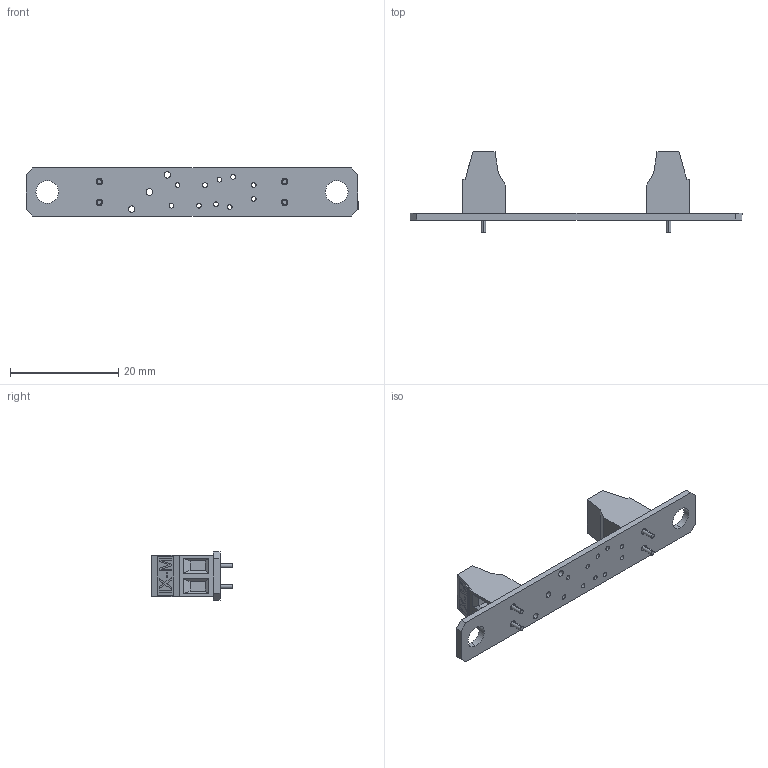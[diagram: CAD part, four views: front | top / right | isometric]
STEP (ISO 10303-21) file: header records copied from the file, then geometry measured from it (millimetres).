
FILE_DESCRIPTION (( 'STEP AP214' ), '1' );
FILE_NAME ('IX-50M.STEP', '2019-07-30T20:11:34', ( '' ), ( '' ), 'SwSTEP 2.0', 'SolidWorks 2019', '' );
FILE_SCHEMA (( 'AUTOMOTIVE_DESIGN' ));
Length unit declared in the file: inch
Products named in the file (8): 4028-0079; 2200-5023; IX-50M; 7020-2669
Assembly tree (4 placements, depth 2):
  4028-0079
  2200-5023
  IX-50M
    4028-0079
    2200-5023  x2
    7020-2669
  2200-5023
  7020-2669
Bounding box: 61.47 x 14.97 x 8.89 mm (x, y, z)
Volume: 1730.5 mm3; surface area: 2343.5 mm2
Topology: 4 solids, 4 shells, 1214 faces, 3363 edges, 2234 vertices
Faces by surface type: plane 1138, cylinder 70, bspline 6
Entity records: 37936 total; most frequent: CARTESIAN_POINT 6815, ORIENTED_EDGE 6498, DIRECTION 5667, EDGE_CURVE 3249, LINE 3111, VECTOR 3111, VERTEX_POINT 2162, AXIS2_PLACEMENT_3D 1278
